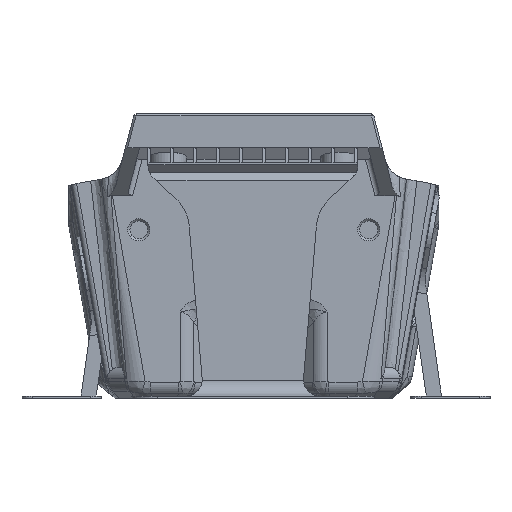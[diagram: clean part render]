
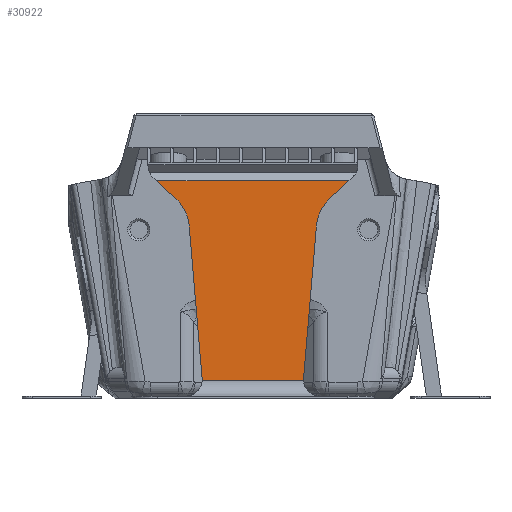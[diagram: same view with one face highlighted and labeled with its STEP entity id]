
A CAD part, front view. The second image highlights one B-rep face of the part: STEP entity #30922.
In plain terms, the highlighted planar face has unit normal (0, -1, 0).
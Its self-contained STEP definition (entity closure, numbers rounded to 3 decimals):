
#912=CIRCLE('',#32888,3.);
#913=CIRCLE('',#32889,3.);
#914=CIRCLE('',#32890,8.);
#915=CIRCLE('',#32891,8.);
#2243=LINE('',#47048,#4962);
#2245=LINE('',#47055,#4964);
#2246=LINE('',#47060,#4965);
#2247=LINE('',#47062,#4966);
#2248=LINE('',#47064,#4967);
#2249=LINE('',#47068,#4968);
#4962=VECTOR('',#36074,1000.);
#4964=VECTOR('',#36080,1000.);
#4965=VECTOR('',#36085,1000.);
#4966=VECTOR('',#36086,1000.);
#4967=VECTOR('',#36087,1000.);
#4968=VECTOR('',#36090,1000.);
#7607=PLANE('',#32887);
#9385=ORIENTED_EDGE('',*,*,#18547,.T.);
#9386=ORIENTED_EDGE('',*,*,#18548,.T.);
#9387=ORIENTED_EDGE('',*,*,#18549,.T.);
#9388=ORIENTED_EDGE('',*,*,#18545,.F.);
#9389=ORIENTED_EDGE('',*,*,#18550,.T.);
#9390=ORIENTED_EDGE('',*,*,#18551,.T.);
#9391=ORIENTED_EDGE('',*,*,#18552,.F.);
#9392=ORIENTED_EDGE('',*,*,#18553,.F.);
#9393=ORIENTED_EDGE('',*,*,#18554,.T.);
#9394=ORIENTED_EDGE('',*,*,#18555,.T.);
#18545=EDGE_CURVE('',#23193,#23194,#2243,.T.);
#18547=EDGE_CURVE('',#23195,#23196,#912,.T.);
#18548=EDGE_CURVE('',#23196,#23197,#2245,.F.);
#18549=EDGE_CURVE('',#23197,#23194,#913,.T.);
#18550=EDGE_CURVE('',#23193,#23198,#914,.T.);
#18551=EDGE_CURVE('',#23198,#23199,#2246,.T.);
#18552=EDGE_CURVE('',#23200,#23199,#2247,.T.);
#18553=EDGE_CURVE('',#23201,#23200,#2248,.T.);
#18554=EDGE_CURVE('',#23201,#23202,#915,.T.);
#18555=EDGE_CURVE('',#23202,#23195,#2249,.T.);
#23193=VERTEX_POINT('',#47047);
#23194=VERTEX_POINT('',#47049);
#23195=VERTEX_POINT('',#47053);
#23196=VERTEX_POINT('',#47054);
#23197=VERTEX_POINT('',#47056);
#23198=VERTEX_POINT('',#47059);
#23199=VERTEX_POINT('',#47061);
#23200=VERTEX_POINT('',#47063);
#23201=VERTEX_POINT('',#47065);
#23202=VERTEX_POINT('',#47067);
#27000=EDGE_LOOP('',(#9385,#9386,#9387,#9388,#9389,#9390,#9391,#9392,#9393,
#9394));
#28933=FACE_BOUND('',#27000,.T.);
#30922=ADVANCED_FACE('',(#28933),#7607,.F.);
#32887=AXIS2_PLACEMENT_3D('',#47051,#36076,#36077);
#32888=AXIS2_PLACEMENT_3D('',#47052,#36078,#36079);
#32889=AXIS2_PLACEMENT_3D('',#47057,#36081,#36082);
#32890=AXIS2_PLACEMENT_3D('',#47058,#36083,#36084);
#32891=AXIS2_PLACEMENT_3D('',#47066,#36088,#36089);
#36074=DIRECTION('',(-0.084,0.,-0.996));
#36076=DIRECTION('',(0.,1.,0.));
#36077=DIRECTION('',(0.,0.,1.));
#36078=DIRECTION('',(0.,1.,0.));
#36079=DIRECTION('',(0.,0.,1.));
#36080=DIRECTION('',(-1.,0.,0.));
#36081=DIRECTION('',(0.,1.,0.));
#36082=DIRECTION('',(0.,0.,1.));
#36083=DIRECTION('',(0.,1.,0.));
#36084=DIRECTION('',(0.,0.,1.));
#36085=DIRECTION('',(0.731,0.,0.682));
#36086=DIRECTION('',(1.,0.,0.));
#36087=DIRECTION('',(-0.731,0.,0.682));
#36088=DIRECTION('',(0.,1.,0.));
#36089=DIRECTION('',(0.,0.,1.));
#36090=DIRECTION('',(0.084,0.,-0.996));
#47047=CARTESIAN_POINT('',(11.856,-32.314,32.579));
#47048=CARTESIAN_POINT('',(36.482,-32.314,324.724));
#47049=CARTESIAN_POINT('',(9.418,-32.314,3.652));
#47051=CARTESIAN_POINT('',(0.,-32.314,327.8));
#47052=CARTESIAN_POINT('',(-12.767,-32.314,3.4));
#47053=CARTESIAN_POINT('',(-9.777,-32.314,3.652));
#47054=CARTESIAN_POINT('',(-9.767,-32.314,3.4));
#47055=CARTESIAN_POINT('',(9.143,-32.314,3.4));
#47056=CARTESIAN_POINT('',(9.407,-32.314,3.4));
#47057=CARTESIAN_POINT('',(12.407,-32.314,3.4));
#47058=CARTESIAN_POINT('',(19.828,-32.314,31.907));
#47059=CARTESIAN_POINT('',(14.372,-32.314,37.757));
#47060=CARTESIAN_POINT('',(16.736,-32.314,39.963));
#47061=CARTESIAN_POINT('',(17.982,-32.314,41.124));
#47062=CARTESIAN_POINT('',(-65.369,-32.314,41.124));
#47063=CARTESIAN_POINT('',(-18.341,-32.314,41.124));
#47064=CARTESIAN_POINT('',(-17.096,-32.314,39.963));
#47065=CARTESIAN_POINT('',(-14.731,-32.314,37.757));
#47066=CARTESIAN_POINT('',(-20.187,-32.314,31.907));
#47067=CARTESIAN_POINT('',(-12.216,-32.314,32.579));
#47068=CARTESIAN_POINT('',(-36.839,-32.314,324.694));
